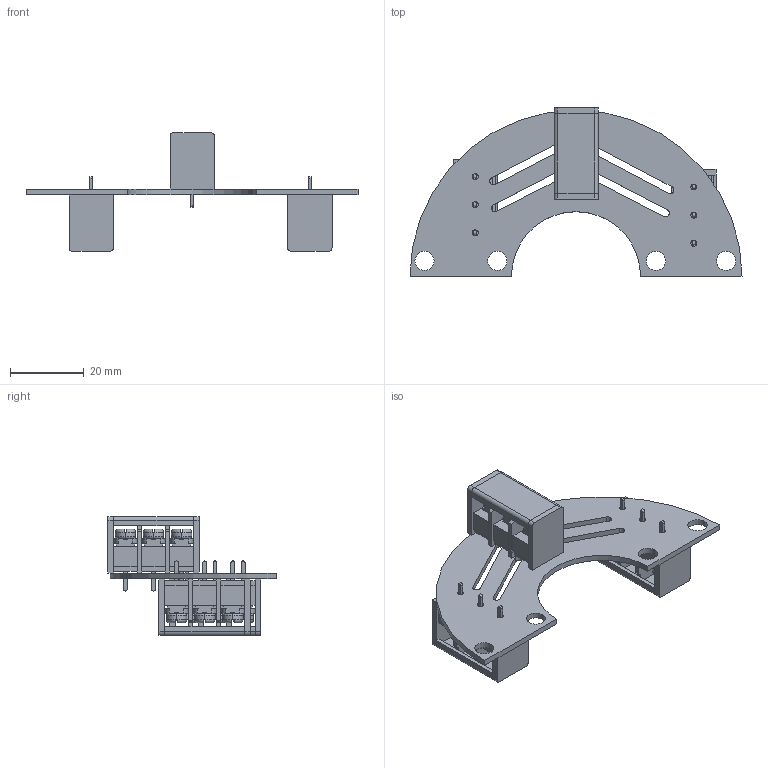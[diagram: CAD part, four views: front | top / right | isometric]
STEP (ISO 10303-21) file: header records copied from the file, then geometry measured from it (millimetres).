
FILE_DESCRIPTION(('Open CASCADE Model'),'2;1');
FILE_NAME('Open CASCADE Shape Model','2024-03-05T10:42:33',('Author'),( 'Open CASCADE'),'Open CASCADE STEP processor 6.8','Open CASCADE 6.8' ,'Unknown');
FILE_SCHEMA(('AUTOMOTIVE_DESIGN { 1 0 10303 214 1 1 1 1 }'));
Length unit declared in the file: millimetre
Products named in the file (8): PCB; Board; Open CASCADE STEP translator 6.8 2.1.1; J3; 8305030976; J2; 8305029936; J1
Assembly tree (8 placements, depth 3):
  PCB
    Board
      Open CASCADE STEP translator 6.8 2.1.1
    J3
      8305030976
    J2
      8305029936
    J1
      8305030976
Bounding box: 90 x 45.67 x 32.22 mm (x, y, z)
Volume: 12850.8 mm3; surface area: 15622.9 mm2
Topology: 34 solids, 34 shells, 737 faces, 1863 edges, 1212 vertices
Faces by surface type: plane 579, cylinder 86, torus 36, cone 36
Full cylindrical faces by diameter (mm): 1.6 x9, 5.2 x4
Entity records: 15545 total; most frequent: CARTESIAN_POINT 3109, ORIENTED_EDGE 2550, DIRECTION 2417, EDGE_CURVE 1275, LINE 893, VECTOR 893, VERTEX_POINT 830, AXIS2_PLACEMENT_3D 762
